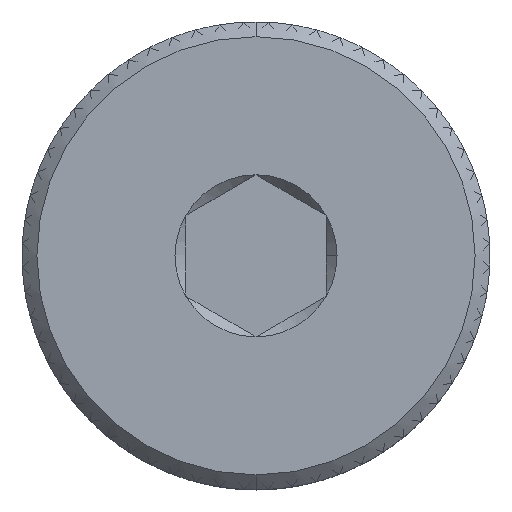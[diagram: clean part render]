
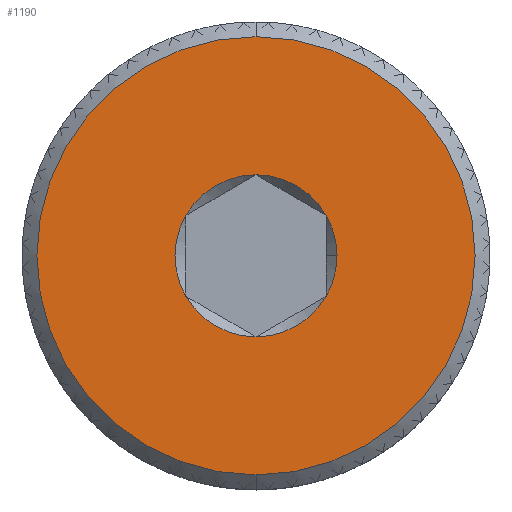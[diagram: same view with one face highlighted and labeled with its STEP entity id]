
A CAD part, top view. The second image highlights one B-rep face of the part: STEP entity #1190.
In plain terms, the highlighted planar face has unit normal (0, 0, 1).
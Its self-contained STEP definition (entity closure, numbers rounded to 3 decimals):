
#6 = EDGE_CURVE ( 'NONE', #7014, #6767, #8853, .T. ) ;
#7 = EDGE_CURVE ( 'NONE', #6932, #6814, #8852, .T. ) ;
#8 = EDGE_CURVE ( 'NONE', #6515, #6961, #8854, .T. ) ;
#9 = EDGE_CURVE ( 'NONE', #6961, #6962, #8855, .T. ) ;
#10 = EDGE_CURVE ( 'NONE', #6962, #6931, #8856, .T. ) ;
#11 = EDGE_CURVE ( 'NONE', #6931, #6965, #8857, .T. ) ;
#12 = EDGE_CURVE ( 'NONE', #6965, #6932, #8858, .T. ) ;
#172 = EDGE_CURVE ( 'NONE', #6767, #7014, #9005, .T. ) ;
#173 = EDGE_CURVE ( 'NONE', #6814, #6515, #9006, .T. ) ;
#201 = AXIS2_PLACEMENT_3D ( 'NONE', #10055, #10054, #10051 ) ;
#202 = AXIS2_PLACEMENT_3D ( 'NONE', #10049, #10048, #10047 ) ;
#203 = AXIS2_PLACEMENT_3D ( 'NONE', #10045, #10043, #10042 ) ;
#204 = AXIS2_PLACEMENT_3D ( 'NONE', #10041, #10040, #10039 ) ;
#205 = AXIS2_PLACEMENT_3D ( 'NONE', #10038, #10037, #10036 ) ;
#206 = AXIS2_PLACEMENT_3D ( 'NONE', #10035, #10034, #10033 ) ;
#207 = AXIS2_PLACEMENT_3D ( 'NONE', #10031, #10030, #10029 ) ;
#297 = AXIS2_PLACEMENT_3D ( 'NONE', #4619, #4618, #4617 ) ;
#298 = AXIS2_PLACEMENT_3D ( 'NONE', #4615, #4614, #4613 ) ;
#466 = AXIS2_PLACEMENT_3D ( 'NONE', #1611, #1598, #1592 ) ;
#1190 = ADVANCED_FACE ( 'NONE', ( #9202, #9210 ), #1600, .T. ) ;
#1592 = DIRECTION ( 'NONE',  ( 0., -1., 0. ) ) ;
#1598 = DIRECTION ( 'NONE',  ( 0., 0., 1. ) ) ;
#1600 = PLANE ( 'NONE',  #466 ) ;
#1611 = CARTESIAN_POINT ( 'NONE',  ( 0., 0., 0. ) ) ;
#2652 = CARTESIAN_POINT ( 'NONE',  ( 1.5, 0.866, 0. ) ) ;
#2731 = CARTESIAN_POINT ( 'NONE',  ( 0., -4.685, 0. ) ) ;
#2778 = CARTESIAN_POINT ( 'NONE',  ( 1.732, 0., 0. ) ) ;
#2895 = CARTESIAN_POINT ( 'NONE',  ( -1.5, -0.866, 0. ) ) ;
#2896 = CARTESIAN_POINT ( 'NONE',  ( 1.5, -0.866, 0. ) ) ;
#2925 = CARTESIAN_POINT ( 'NONE',  ( 0., 1.732, 0. ) ) ;
#2926 = CARTESIAN_POINT ( 'NONE',  ( -1.5, 0.866, 0. ) ) ;
#2929 = CARTESIAN_POINT ( 'NONE',  ( 0., -1.732, 0. ) ) ;
#2978 = CARTESIAN_POINT ( 'NONE',  ( 0., 4.685, 0. ) ) ;
#4613 = DIRECTION ( 'NONE',  ( 1., 0., 0. ) ) ;
#4614 = DIRECTION ( 'NONE',  ( 0., 0., 1. ) ) ;
#4615 = CARTESIAN_POINT ( 'NONE',  ( 0., 0., 0. ) ) ;
#4617 = DIRECTION ( 'NONE',  ( 0., -1., 0. ) ) ;
#4618 = DIRECTION ( 'NONE',  ( 0., 0., 1. ) ) ;
#4619 = CARTESIAN_POINT ( 'NONE',  ( 0., 0., 0. ) ) ;
#6515 = VERTEX_POINT ( 'NONE', #2652 ) ;
#6767 = VERTEX_POINT ( 'NONE', #2731 ) ;
#6814 = VERTEX_POINT ( 'NONE', #2778 ) ;
#6931 = VERTEX_POINT ( 'NONE', #2895 ) ;
#6932 = VERTEX_POINT ( 'NONE', #2896 ) ;
#6961 = VERTEX_POINT ( 'NONE', #2925 ) ;
#6962 = VERTEX_POINT ( 'NONE', #2926 ) ;
#6965 = VERTEX_POINT ( 'NONE', #2929 ) ;
#7014 = VERTEX_POINT ( 'NONE', #2978 ) ;
#7085 = ORIENTED_EDGE ( 'NONE', *, *, #172, .T. ) ;
#7086 = ORIENTED_EDGE ( 'NONE', *, *, #6, .T. ) ;
#7087 = ORIENTED_EDGE ( 'NONE', *, *, #7, .F. ) ;
#7088 = ORIENTED_EDGE ( 'NONE', *, *, #173, .F. ) ;
#7089 = ORIENTED_EDGE ( 'NONE', *, *, #8, .F. ) ;
#7090 = ORIENTED_EDGE ( 'NONE', *, *, #9, .F. ) ;
#7091 = ORIENTED_EDGE ( 'NONE', *, *, #10, .F. ) ;
#7092 = ORIENTED_EDGE ( 'NONE', *, *, #11, .F. ) ;
#7093 = ORIENTED_EDGE ( 'NONE', *, *, #12, .F. ) ;
#7509 = EDGE_LOOP ( 'NONE', ( #7086, #7085 ) ) ;
#7510 = EDGE_LOOP ( 'NONE', ( #7093, #7092, #7091, #7090, #7089, #7088, #7087 ) ) ;
#8852 = CIRCLE ( 'NONE', #202, 1.732 ) ;
#8853 = CIRCLE ( 'NONE', #201, 4.685 ) ;
#8854 = CIRCLE ( 'NONE', #203, 1.732 ) ;
#8855 = CIRCLE ( 'NONE', #204, 1.732 ) ;
#8856 = CIRCLE ( 'NONE', #205, 1.732 ) ;
#8857 = CIRCLE ( 'NONE', #206, 1.732 ) ;
#8858 = CIRCLE ( 'NONE', #207, 1.732 ) ;
#9005 = CIRCLE ( 'NONE', #297, 4.685 ) ;
#9006 = CIRCLE ( 'NONE', #298, 1.732 ) ;
#9202 = FACE_BOUND ( 'NONE', #7510, .T. ) ;
#9210 = FACE_OUTER_BOUND ( 'NONE', #7509, .T. ) ;
#10029 = DIRECTION ( 'NONE',  ( 1., 0., 0. ) ) ;
#10030 = DIRECTION ( 'NONE',  ( 0., 0., 1. ) ) ;
#10031 = CARTESIAN_POINT ( 'NONE',  ( 0., 0., 0. ) ) ;
#10033 = DIRECTION ( 'NONE',  ( 1., 0., 0. ) ) ;
#10034 = DIRECTION ( 'NONE',  ( 0., 0., 1. ) ) ;
#10035 = CARTESIAN_POINT ( 'NONE',  ( 0., 0., 0. ) ) ;
#10036 = DIRECTION ( 'NONE',  ( 1., 0., 0. ) ) ;
#10037 = DIRECTION ( 'NONE',  ( 0., 0., 1. ) ) ;
#10038 = CARTESIAN_POINT ( 'NONE',  ( 0., 0., 0. ) ) ;
#10039 = DIRECTION ( 'NONE',  ( 1., 0., 0. ) ) ;
#10040 = DIRECTION ( 'NONE',  ( 0., 0., 1. ) ) ;
#10041 = CARTESIAN_POINT ( 'NONE',  ( 0., 0., 0. ) ) ;
#10042 = DIRECTION ( 'NONE',  ( 1., 0., 0. ) ) ;
#10043 = DIRECTION ( 'NONE',  ( 0., 0., 1. ) ) ;
#10045 = CARTESIAN_POINT ( 'NONE',  ( 0., 0., 0. ) ) ;
#10047 = DIRECTION ( 'NONE',  ( 1., 0., 0. ) ) ;
#10048 = DIRECTION ( 'NONE',  ( 0., 0., 1. ) ) ;
#10049 = CARTESIAN_POINT ( 'NONE',  ( 0., 0., 0. ) ) ;
#10051 = DIRECTION ( 'NONE',  ( 0., -1., 0. ) ) ;
#10054 = DIRECTION ( 'NONE',  ( 0., 0., 1. ) ) ;
#10055 = CARTESIAN_POINT ( 'NONE',  ( 0., 0., 0. ) ) ;
